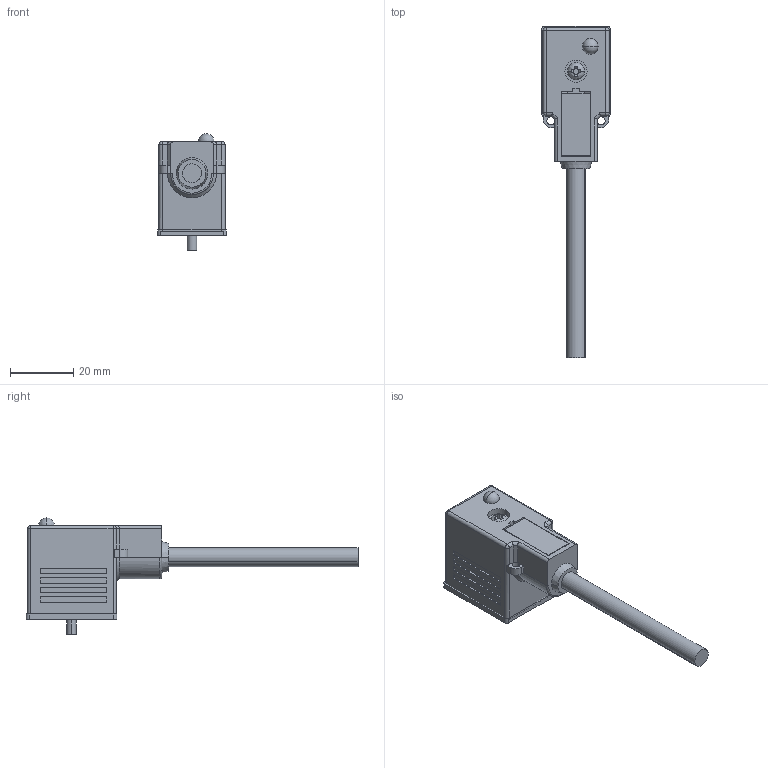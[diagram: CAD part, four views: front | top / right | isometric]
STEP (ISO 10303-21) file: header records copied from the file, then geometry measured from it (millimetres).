
FILE_DESCRIPTION (( 'STEP AP203' ), '1' );
FILE_NAME ('VBI21-024-M-L.STEP', '2025-04-10T02:59:24', ( '' ), ( '' ), 'SwSTEP 2.0', 'SolidWorks 2018', '' );
FILE_SCHEMA (( 'CONFIG_CONTROL_DESIGN' ));
Length unit declared in the file: millimetre
Products named in the file (1): VBI21-024-M-L
Bounding box: 21.8 x 105.3 x 36.9 mm (x, y, z)
Volume: 21293 mm3; surface area: 9650.1 mm2
Topology: 3 solids, 10 shells, 505 faces, 1261 edges, 788 vertices
Faces by surface type: plane 348, cylinder 118, cone 18, sphere 18, bspline 2, torus 1
Entity records: 14897 total; most frequent: CARTESIAN_POINT 2800, ORIENTED_EDGE 2482, DIRECTION 2476, EDGE_CURVE 1241, VECTOR 924, LINE 924, VERTEX_POINT 786, AXIS2_PLACEMENT_3D 776
